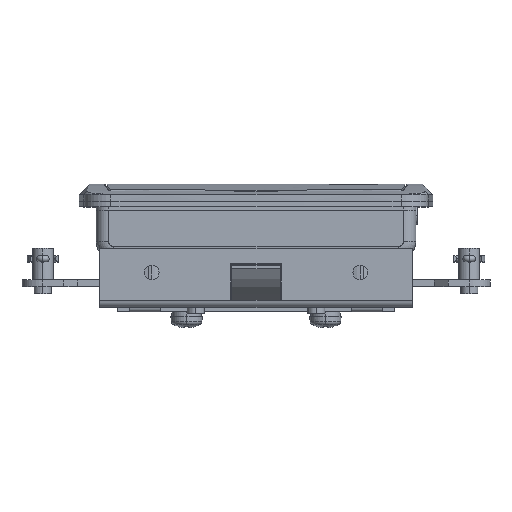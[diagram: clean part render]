
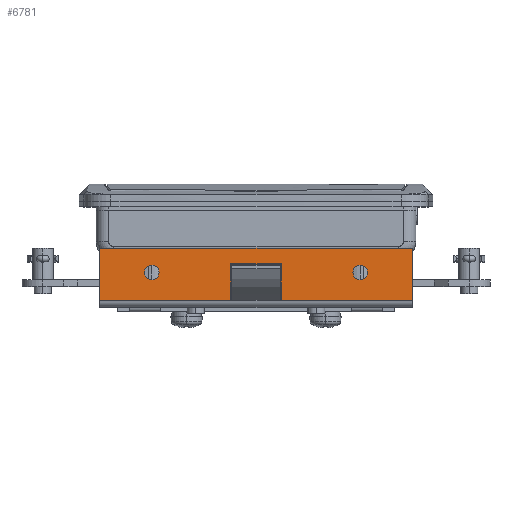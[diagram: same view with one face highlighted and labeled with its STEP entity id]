
A CAD part, top view. The second image highlights one B-rep face of the part: STEP entity #6781.
In plain terms, the highlighted planar face has unit normal (0, 0, 1).
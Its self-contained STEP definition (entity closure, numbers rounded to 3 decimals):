
#135 = CIRCLE ( 'NONE', #15949, 2.1 ) ;
#268 = VECTOR ( 'NONE', #9254, 1000. ) ;
#277 = CIRCLE ( 'NONE', #7555, 2.1 ) ;
#298 = CARTESIAN_POINT ( 'NONE',  ( -7.25, 2.5, 0. ) ) ;
#316 = EDGE_CURVE ( 'NONE', #8588, #9138, #22254, .T. ) ;
#451 = DIRECTION ( 'NONE',  ( 0., 1., 0. ) ) ;
#725 = CARTESIAN_POINT ( 'NONE',  ( 45., 7., 0. ) ) ;
#876 = CARTESIAN_POINT ( 'NONE',  ( -7.25, 2.5, 0. ) ) ;
#977 = VECTOR ( 'NONE', #15064, 1000. ) ;
#1423 = CARTESIAN_POINT ( 'NONE',  ( -32.1, 0., 0. ) ) ;
#2423 = CARTESIAN_POINT ( 'NONE',  ( -27.9, 0., 0. ) ) ;
#2698 = VERTEX_POINT ( 'NONE', #8038 ) ;
#2893 = DIRECTION ( 'NONE',  ( 1., 0., 0. ) ) ;
#2922 = CARTESIAN_POINT ( 'NONE',  ( 45., -8., 0. ) ) ;
#3190 = CARTESIAN_POINT ( 'NONE',  ( 45., -8., 0. ) ) ;
#3367 = EDGE_CURVE ( 'NONE', #20070, #22265, #135, .T. ) ;
#3429 = ORIENTED_EDGE ( 'NONE', *, *, #3367, .F. ) ;
#3573 = ORIENTED_EDGE ( 'NONE', *, *, #16075, .T. ) ;
#3627 = ORIENTED_EDGE ( 'NONE', *, *, #17296, .T. ) ;
#3821 = VECTOR ( 'NONE', #2893, 1000. ) ;
#3849 = LINE ( 'NONE', #7668, #21797 ) ;
#4565 = VERTEX_POINT ( 'NONE', #10589 ) ;
#4727 = ORIENTED_EDGE ( 'NONE', *, *, #316, .F. ) ;
#4969 = VERTEX_POINT ( 'NONE', #22395 ) ;
#5134 = AXIS2_PLACEMENT_3D ( 'NONE', #14443, #8891, #12556 ) ;
#5515 = DIRECTION ( 'NONE',  ( 0., -1., 0. ) ) ;
#5961 = EDGE_LOOP ( 'NONE', ( #3573, #11148, #13644, #20542, #19850, #8653, #3627, #21880 ) ) ;
#5962 = LINE ( 'NONE', #298, #14121 ) ;
#6496 = CARTESIAN_POINT ( 'NONE',  ( 27.9, 0., 0. ) ) ;
#6524 = AXIS2_PLACEMENT_3D ( 'NONE', #7317, #9278, #451 ) ;
#6781 = ADVANCED_FACE ( 'NONE', ( #11673, #21768, #8140 ), #12717, .F. ) ;
#7153 = VERTEX_POINT ( 'NONE', #15048 ) ;
#7317 = CARTESIAN_POINT ( 'NONE',  ( 45., 7., 0. ) ) ;
#7539 = EDGE_CURVE ( 'NONE', #9138, #8588, #277, .T. ) ;
#7555 = AXIS2_PLACEMENT_3D ( 'NONE', #7796, #16536, #13279 ) ;
#7604 = CARTESIAN_POINT ( 'NONE',  ( 45., 7., 0. ) ) ;
#7630 = VERTEX_POINT ( 'NONE', #18513 ) ;
#7668 = CARTESIAN_POINT ( 'NONE',  ( 7.25, 2.5, 0. ) ) ;
#7796 = CARTESIAN_POINT ( 'NONE',  ( 30., 0., 0. ) ) ;
#7890 = DIRECTION ( 'NONE',  ( -1., 0., 0. ) ) ;
#8038 = CARTESIAN_POINT ( 'NONE',  ( -7.25, 2.5, 0. ) ) ;
#8140 = FACE_OUTER_BOUND ( 'NONE', #5961, .T. ) ;
#8588 = VERTEX_POINT ( 'NONE', #22510 ) ;
#8653 = ORIENTED_EDGE ( 'NONE', *, *, #13111, .F. ) ;
#8881 = CIRCLE ( 'NONE', #19345, 2.1 ) ;
#8891 = DIRECTION ( 'NONE',  ( 0., 0., 1. ) ) ;
#9129 = DIRECTION ( 'NONE',  ( 0., -1., 0. ) ) ;
#9138 = VERTEX_POINT ( 'NONE', #6496 ) ;
#9254 = DIRECTION ( 'NONE',  ( 0., -1., 0. ) ) ;
#9278 = DIRECTION ( 'NONE',  ( 0., 0., -1. ) ) ;
#9428 = CARTESIAN_POINT ( 'NONE',  ( -30., 0., 0. ) ) ;
#9509 = LINE ( 'NONE', #3190, #3821 ) ;
#10589 = CARTESIAN_POINT ( 'NONE',  ( -7.25, -8., 0. ) ) ;
#10598 = LINE ( 'NONE', #876, #14146 ) ;
#11148 = ORIENTED_EDGE ( 'NONE', *, *, #21807, .F. ) ;
#11494 = LINE ( 'NONE', #21238, #15578 ) ;
#11673 = FACE_BOUND ( 'NONE', #19178, .T. ) ;
#12535 = VERTEX_POINT ( 'NONE', #13019 ) ;
#12556 = DIRECTION ( 'NONE',  ( 1., 0., 0. ) ) ;
#12717 = PLANE ( 'NONE',  #6524 ) ;
#12994 = CARTESIAN_POINT ( 'NONE',  ( -45., 7., 0. ) ) ;
#13019 = CARTESIAN_POINT ( 'NONE',  ( 7.25, 2.5, 0. ) ) ;
#13111 = EDGE_CURVE ( 'NONE', #14569, #7630, #21721, .T. ) ;
#13279 = DIRECTION ( 'NONE',  ( 1., 0., 0. ) ) ;
#13644 = ORIENTED_EDGE ( 'NONE', *, *, #21142, .F. ) ;
#14121 = VECTOR ( 'NONE', #5515, 1000. ) ;
#14146 = VECTOR ( 'NONE', #7890, 1000. ) ;
#14223 = EDGE_CURVE ( 'NONE', #22265, #20070, #8881, .T. ) ;
#14443 = CARTESIAN_POINT ( 'NONE',  ( 30., 0., 0. ) ) ;
#14569 = VERTEX_POINT ( 'NONE', #7604 ) ;
#14772 = LINE ( 'NONE', #16980, #19674 ) ;
#14787 = LINE ( 'NONE', #2922, #977 ) ;
#15048 = CARTESIAN_POINT ( 'NONE',  ( -45., -8., 0. ) ) ;
#15064 = DIRECTION ( 'NONE',  ( 1., 0., 0. ) ) ;
#15578 = VECTOR ( 'NONE', #9129, 1000. ) ;
#15949 = AXIS2_PLACEMENT_3D ( 'NONE', #9428, #20064, #21621 ) ;
#16075 = EDGE_CURVE ( 'NONE', #7153, #4565, #14787, .T. ) ;
#16536 = DIRECTION ( 'NONE',  ( 0., 0., 1. ) ) ;
#16980 = CARTESIAN_POINT ( 'NONE',  ( 45., 7., 0. ) ) ;
#17051 = DIRECTION ( 'NONE',  ( -1., 0., 0. ) ) ;
#17296 = EDGE_CURVE ( 'NONE', #14569, #21169, #14772, .T. ) ;
#17937 = EDGE_CURVE ( 'NONE', #21169, #7153, #11494, .T. ) ;
#18513 = CARTESIAN_POINT ( 'NONE',  ( 45., -8., 0. ) ) ;
#19178 = EDGE_LOOP ( 'NONE', ( #3429, #21810 ) ) ;
#19345 = AXIS2_PLACEMENT_3D ( 'NONE', #22001, #20288, #21927 ) ;
#19626 = EDGE_CURVE ( 'NONE', #4969, #12535, #3849, .T. ) ;
#19674 = VECTOR ( 'NONE', #17051, 1000. ) ;
#19684 = EDGE_CURVE ( 'NONE', #4969, #7630, #9509, .T. ) ;
#19703 = EDGE_LOOP ( 'NONE', ( #4727, #22354 ) ) ;
#19850 = ORIENTED_EDGE ( 'NONE', *, *, #19684, .T. ) ;
#20064 = DIRECTION ( 'NONE',  ( 0., 0., 1. ) ) ;
#20070 = VERTEX_POINT ( 'NONE', #2423 ) ;
#20288 = DIRECTION ( 'NONE',  ( 0., 0., 1. ) ) ;
#20542 = ORIENTED_EDGE ( 'NONE', *, *, #19626, .F. ) ;
#21142 = EDGE_CURVE ( 'NONE', #12535, #2698, #10598, .T. ) ;
#21169 = VERTEX_POINT ( 'NONE', #12994 ) ;
#21238 = CARTESIAN_POINT ( 'NONE',  ( -45., 7., 0. ) ) ;
#21621 = DIRECTION ( 'NONE',  ( 1., 0., 0. ) ) ;
#21665 = DIRECTION ( 'NONE',  ( 0., 1., 0. ) ) ;
#21721 = LINE ( 'NONE', #725, #268 ) ;
#21768 = FACE_BOUND ( 'NONE', #19703, .T. ) ;
#21797 = VECTOR ( 'NONE', #21665, 1000. ) ;
#21807 = EDGE_CURVE ( 'NONE', #2698, #4565, #5962, .T. ) ;
#21810 = ORIENTED_EDGE ( 'NONE', *, *, #14223, .F. ) ;
#21880 = ORIENTED_EDGE ( 'NONE', *, *, #17937, .T. ) ;
#21927 = DIRECTION ( 'NONE',  ( 1., 0., 0. ) ) ;
#22001 = CARTESIAN_POINT ( 'NONE',  ( -30., 0., 0. ) ) ;
#22254 = CIRCLE ( 'NONE', #5134, 2.1 ) ;
#22265 = VERTEX_POINT ( 'NONE', #1423 ) ;
#22354 = ORIENTED_EDGE ( 'NONE', *, *, #7539, .F. ) ;
#22395 = CARTESIAN_POINT ( 'NONE',  ( 7.25, -8., 0. ) ) ;
#22510 = CARTESIAN_POINT ( 'NONE',  ( 32.1, 0., 0. ) ) ;
